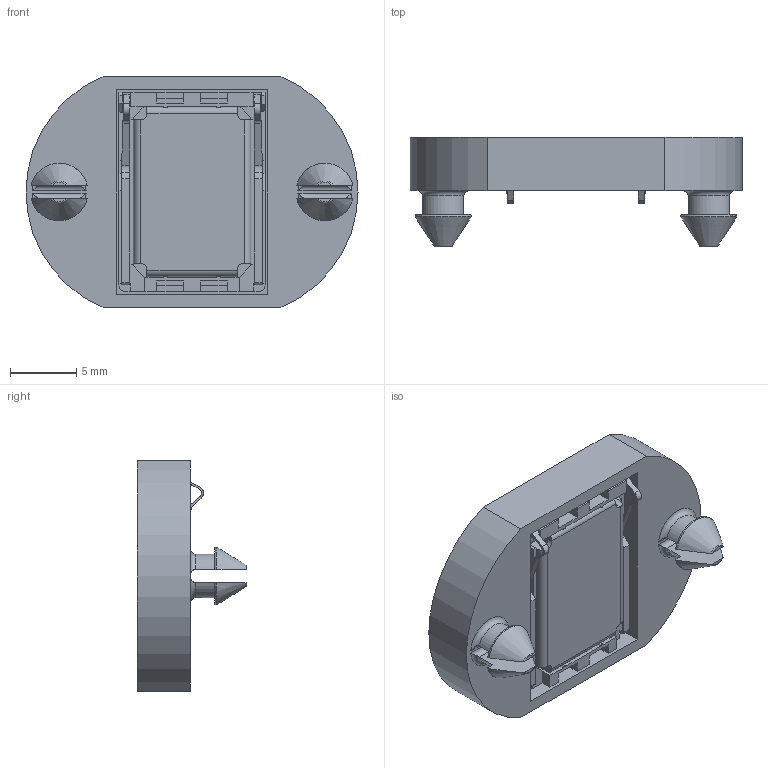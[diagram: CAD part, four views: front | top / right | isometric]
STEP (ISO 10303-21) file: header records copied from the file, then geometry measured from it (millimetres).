
FILE_DESCRIPTION(/* description */ (''),/* implementation_level */ '2;1');
FILE_NAME(/* name */ 'Speaker Retainer Version 3 v2.step',/* time_stamp */ '2021-11-20T20:53:06-08:00',/* author */ (''),/* organization */ (''),/* preprocessor_version */ 'ST-DEVELOPER v18.1',/* originating_system */ 'Autodesk Translation Framework v10.10.0.1391',/* authorisation */ '');
FILE_SCHEMA (('AUTOMOTIVE_DESIGN { 1 0 10303 214 3 1 1 }'));
Length unit declared in the file: millimetre
Products named in the file (2): Speaker Retainer Version 3; CUI_DEVICES_CMS-15113-076S
Assembly tree (1 placements, depth 2):
  Speaker Retainer Version 3
    CUI_DEVICES_CMS-15113-076S
Bounding box: 25 x 8.23 x 17.4 mm (x, y, z)
Volume: 1327.1 mm3; surface area: 1766.6 mm2
Topology: 2 solids, 2 shells, 261 faces, 752 edges, 495 vertices
Faces by surface type: plane 180, cylinder 53, bspline 12, torus 12, cone 4
Entity records: 9245 total; most frequent: CARTESIAN_POINT 2303, ORIENTED_EDGE 1504, DIRECTION 1312, EDGE_CURVE 752, LINE 576, VECTOR 576, VERTEX_POINT 495, AXIS2_PLACEMENT_3D 368
